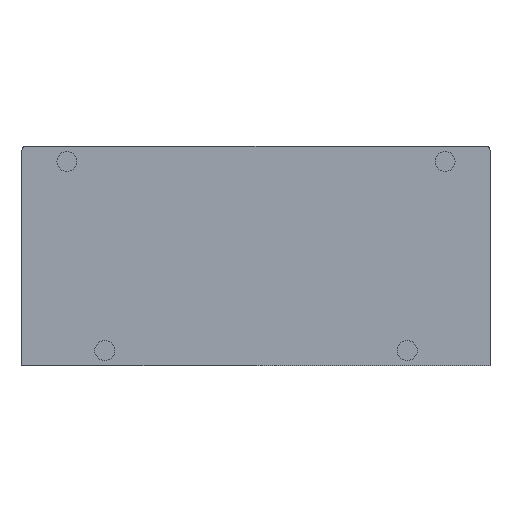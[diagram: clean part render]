
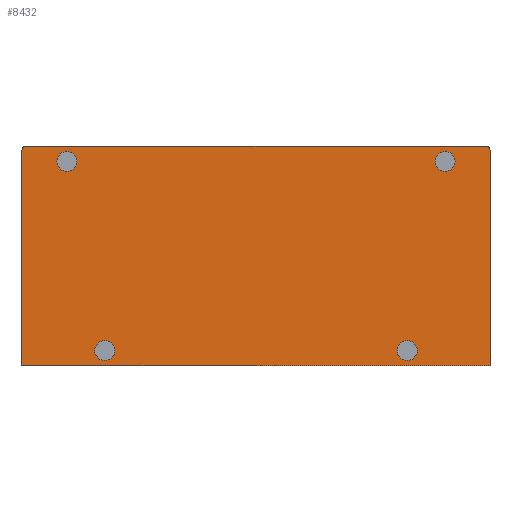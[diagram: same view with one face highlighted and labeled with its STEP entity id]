
A CAD part, front view. The second image highlights one B-rep face of the part: STEP entity #8432.
In plain terms, the highlighted planar face has unit normal (0, -1, 0).
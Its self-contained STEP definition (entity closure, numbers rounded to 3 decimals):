
#709 = EDGE_CURVE ( 'NONE', #27423, #12637, #2777, .T. ) ;
#1009 = DIRECTION ( 'NONE',  ( 0., 0., -1. ) ) ;
#1314 = VERTEX_POINT ( 'NONE', #9863 ) ;
#1751 = EDGE_CURVE ( 'NONE', #29881, #2404, #15009, .T. ) ;
#1910 = ORIENTED_EDGE ( 'NONE', *, *, #9739, .F. ) ;
#2021 = CIRCLE ( 'NONE', #11954, 0.5 ) ;
#2217 = CARTESIAN_POINT ( 'NONE',  ( 7.6, -13.25, -10.25 ) ) ;
#2220 = DIRECTION ( 'NONE',  ( 0., -1., 0. ) ) ;
#2255 = VERTEX_POINT ( 'NONE', #29243 ) ;
#2348 = DIRECTION ( 'NONE',  ( 0., -1., 0. ) ) ;
#2404 = VERTEX_POINT ( 'NONE', #17495 ) ;
#2547 = VECTOR ( 'NONE', #21094, 1000. ) ;
#2777 = CIRCLE ( 'NONE', #9910, 0.5 ) ;
#3240 = LINE ( 'NONE', #13585, #32247 ) ;
#4170 = CARTESIAN_POINT ( 'NONE',  ( 7.6, -13.25, -9.75 ) ) ;
#4504 = DIRECTION ( 'NONE',  ( 0., -1., 0. ) ) ;
#4520 = EDGE_CURVE ( 'NONE', #32819, #17149, #8773, .T. ) ;
#5040 = EDGE_CURVE ( 'NONE', #12637, #27423, #2021, .T. ) ;
#5529 = FACE_BOUND ( 'NONE', #25401, .T. ) ;
#5534 = CARTESIAN_POINT ( 'NONE',  ( -7.6, -13.25, -10.75 ) ) ;
#5877 = DIRECTION ( 'NONE',  ( 0., 0., -1. ) ) ;
#7188 = VERTEX_POINT ( 'NONE', #26896 ) ;
#7294 = ORIENTED_EDGE ( 'NONE', *, *, #5040, .F. ) ;
#7487 = CIRCLE ( 'NONE', #30120, 0.5 ) ;
#7769 = FACE_BOUND ( 'NONE', #18899, .T. ) ;
#7847 = LINE ( 'NONE', #18341, #2547 ) ;
#8262 = DIRECTION ( 'NONE',  ( 0., 0., -1. ) ) ;
#8432 = ADVANCED_FACE ( 'NONE', ( #13109, #31720, #5529, #7769, #10868 ), #16389, .T. ) ;
#8773 = LINE ( 'NONE', #26690, #29005 ) ;
#8979 = AXIS2_PLACEMENT_3D ( 'NONE', #15000, #33429, #9825 ) ;
#9197 = AXIS2_PLACEMENT_3D ( 'NONE', #32561, #24636, #1009 ) ;
#9219 = DIRECTION ( 'NONE',  ( 0., 0., -1. ) ) ;
#9362 = VERTEX_POINT ( 'NONE', #18316 ) ;
#9492 = CARTESIAN_POINT ( 'NONE',  ( 7.6, -13.25, -10.75 ) ) ;
#9739 = EDGE_CURVE ( 'NONE', #9362, #1314, #9767, .T. ) ;
#9767 = LINE ( 'NONE', #12167, #33403 ) ;
#9825 = DIRECTION ( 'NONE',  ( 0., 0., -1. ) ) ;
#9863 = CARTESIAN_POINT ( 'NONE',  ( 11.56, -13.25, 0. ) ) ;
#9910 = AXIS2_PLACEMENT_3D ( 'NONE', #2217, #25848, #8262 ) ;
#10330 = ORIENTED_EDGE ( 'NONE', *, *, #1751, .F. ) ;
#10712 = CARTESIAN_POINT ( 'NONE',  ( 11.75, -13.25, -0.19 ) ) ;
#10868 = FACE_OUTER_BOUND ( 'NONE', #31975, .T. ) ;
#11039 = ORIENTED_EDGE ( 'NONE', *, *, #20509, .T. ) ;
#11292 = CIRCLE ( 'NONE', #15144, 0.191 ) ;
#11412 = EDGE_CURVE ( 'NONE', #2255, #33118, #21259, .T. ) ;
#11491 = CARTESIAN_POINT ( 'NONE',  ( 11.56, -13.25, -0.191 ) ) ;
#11954 = AXIS2_PLACEMENT_3D ( 'NONE', #12765, #4504, #31048 ) ;
#12012 = EDGE_LOOP ( 'NONE', ( #28189, #10330 ) ) ;
#12081 = ORIENTED_EDGE ( 'NONE', *, *, #709, .F. ) ;
#12098 = VERTEX_POINT ( 'NONE', #18516 ) ;
#12167 = CARTESIAN_POINT ( 'NONE',  ( -11.75, -13.25, 0. ) ) ;
#12637 = VERTEX_POINT ( 'NONE', #9492 ) ;
#12765 = CARTESIAN_POINT ( 'NONE',  ( 7.6, -13.25, -10.25 ) ) ;
#12857 = CARTESIAN_POINT ( 'NONE',  ( -11.75, -13.25, -11. ) ) ;
#12864 = DIRECTION ( 'NONE',  ( 0., 0., -1. ) ) ;
#12959 = ORIENTED_EDGE ( 'NONE', *, *, #11412, .F. ) ;
#13109 = FACE_BOUND ( 'NONE', #27755, .T. ) ;
#13585 = CARTESIAN_POINT ( 'NONE',  ( 11.75, -13.25, -11. ) ) ;
#13590 = CIRCLE ( 'NONE', #18548, 0.191 ) ;
#13708 = VERTEX_POINT ( 'NONE', #10712 ) ;
#13727 = ORIENTED_EDGE ( 'NONE', *, *, #17561, .F. ) ;
#14595 = EDGE_CURVE ( 'NONE', #28316, #12098, #16345, .T. ) ;
#15000 = CARTESIAN_POINT ( 'NONE',  ( -7.6, -13.25, -10.25 ) ) ;
#15009 = CIRCLE ( 'NONE', #8979, 0.5 ) ;
#15144 = AXIS2_PLACEMENT_3D ( 'NONE', #11491, #33459, #30712 ) ;
#15332 = ORIENTED_EDGE ( 'NONE', *, *, #28046, .T. ) ;
#16345 = CIRCLE ( 'NONE', #30641, 0.5 ) ;
#16389 = PLANE ( 'NONE',  #26066 ) ;
#16527 = EDGE_CURVE ( 'NONE', #12098, #28316, #7487, .T. ) ;
#17149 = VERTEX_POINT ( 'NONE', #28565 ) ;
#17415 = AXIS2_PLACEMENT_3D ( 'NONE', #21613, #19200, #32311 ) ;
#17495 = CARTESIAN_POINT ( 'NONE',  ( -7.6, -13.25, -9.75 ) ) ;
#17561 = EDGE_CURVE ( 'NONE', #32819, #7188, #7847, .T. ) ;
#18139 = ORIENTED_EDGE ( 'NONE', *, *, #14595, .F. ) ;
#18268 = CARTESIAN_POINT ( 'NONE',  ( -11.75, -13.25, -11. ) ) ;
#18316 = CARTESIAN_POINT ( 'NONE',  ( -11.559, -13.25, 0. ) ) ;
#18341 = CARTESIAN_POINT ( 'NONE',  ( -11.75, -13.25, -11. ) ) ;
#18516 = CARTESIAN_POINT ( 'NONE',  ( 9.5, -13.25, -1.25 ) ) ;
#18548 = AXIS2_PLACEMENT_3D ( 'NONE', #22310, #32820, #9219 ) ;
#18582 = EDGE_CURVE ( 'NONE', #33118, #2255, #33396, .T. ) ;
#18815 = EDGE_CURVE ( 'NONE', #9362, #7188, #13590, .T. ) ;
#18891 = CARTESIAN_POINT ( 'NONE',  ( 9.5, -13.25, -0.75 ) ) ;
#18899 = EDGE_LOOP ( 'NONE', ( #33922, #12959 ) ) ;
#19200 = DIRECTION ( 'NONE',  ( 0., -1., 0. ) ) ;
#20509 = EDGE_CURVE ( 'NONE', #17149, #13708, #3240, .T. ) ;
#21094 = DIRECTION ( 'NONE',  ( 0., 0., 1. ) ) ;
#21259 = CIRCLE ( 'NONE', #17415, 0.5 ) ;
#21502 = DIRECTION ( 'NONE',  ( 0., 0., 1. ) ) ;
#21613 = CARTESIAN_POINT ( 'NONE',  ( -9.5, -13.25, -0.75 ) ) ;
#21952 = ORIENTED_EDGE ( 'NONE', *, *, #16527, .F. ) ;
#22310 = CARTESIAN_POINT ( 'NONE',  ( -11.559, -13.25, -0.191 ) ) ;
#22617 = CARTESIAN_POINT ( 'NONE',  ( -9.5, -13.25, -0.25 ) ) ;
#22652 = ORIENTED_EDGE ( 'NONE', *, *, #18815, .T. ) ;
#22808 = EDGE_CURVE ( 'NONE', #2404, #29881, #23329, .T. ) ;
#23329 = CIRCLE ( 'NONE', #25546, 0.5 ) ;
#23622 = DIRECTION ( 'NONE',  ( 0., -1., 0. ) ) ;
#23788 = CARTESIAN_POINT ( 'NONE',  ( -7.6, -13.25, -10.25 ) ) ;
#24636 = DIRECTION ( 'NONE',  ( 0., -1., 0. ) ) ;
#25401 = EDGE_LOOP ( 'NONE', ( #18139, #21952 ) ) ;
#25546 = AXIS2_PLACEMENT_3D ( 'NONE', #23788, #26212, #5877 ) ;
#25848 = DIRECTION ( 'NONE',  ( 0., -1., 0. ) ) ;
#26066 = AXIS2_PLACEMENT_3D ( 'NONE', #18268, #23622, #29478 ) ;
#26212 = DIRECTION ( 'NONE',  ( 0., -1., 0. ) ) ;
#26690 = CARTESIAN_POINT ( 'NONE',  ( -11.75, -13.25, -11. ) ) ;
#26896 = CARTESIAN_POINT ( 'NONE',  ( -11.75, -13.25, -0.19 ) ) ;
#27423 = VERTEX_POINT ( 'NONE', #4170 ) ;
#27755 = EDGE_LOOP ( 'NONE', ( #12081, #7294 ) ) ;
#28038 = ORIENTED_EDGE ( 'NONE', *, *, #4520, .T. ) ;
#28046 = EDGE_CURVE ( 'NONE', #13708, #1314, #11292, .T. ) ;
#28189 = ORIENTED_EDGE ( 'NONE', *, *, #22808, .F. ) ;
#28253 = DIRECTION ( 'NONE',  ( 0., 0., -1. ) ) ;
#28316 = VERTEX_POINT ( 'NONE', #29313 ) ;
#28370 = DIRECTION ( 'NONE',  ( 1., 0., 0. ) ) ;
#28565 = CARTESIAN_POINT ( 'NONE',  ( 11.75, -13.25, -11. ) ) ;
#29005 = VECTOR ( 'NONE', #29264, 1000. ) ;
#29243 = CARTESIAN_POINT ( 'NONE',  ( -9.5, -13.25, -1.25 ) ) ;
#29264 = DIRECTION ( 'NONE',  ( 1., 0., 0. ) ) ;
#29313 = CARTESIAN_POINT ( 'NONE',  ( 9.5, -13.25, -0.25 ) ) ;
#29478 = DIRECTION ( 'NONE',  ( 0., 0., -1. ) ) ;
#29881 = VERTEX_POINT ( 'NONE', #5534 ) ;
#30120 = AXIS2_PLACEMENT_3D ( 'NONE', #18891, #2348, #12864 ) ;
#30641 = AXIS2_PLACEMENT_3D ( 'NONE', #31358, #2220, #28253 ) ;
#30712 = DIRECTION ( 'NONE',  ( 0., 0., -1. ) ) ;
#31048 = DIRECTION ( 'NONE',  ( 0., 0., -1. ) ) ;
#31358 = CARTESIAN_POINT ( 'NONE',  ( 9.5, -13.25, -0.75 ) ) ;
#31720 = FACE_BOUND ( 'NONE', #12012, .T. ) ;
#31975 = EDGE_LOOP ( 'NONE', ( #11039, #15332, #1910, #22652, #13727, #28038 ) ) ;
#32247 = VECTOR ( 'NONE', #21502, 1000. ) ;
#32311 = DIRECTION ( 'NONE',  ( 0., 0., -1. ) ) ;
#32561 = CARTESIAN_POINT ( 'NONE',  ( -9.5, -13.25, -0.75 ) ) ;
#32819 = VERTEX_POINT ( 'NONE', #12857 ) ;
#32820 = DIRECTION ( 'NONE',  ( 0., -1., 0. ) ) ;
#33118 = VERTEX_POINT ( 'NONE', #22617 ) ;
#33396 = CIRCLE ( 'NONE', #9197, 0.5 ) ;
#33403 = VECTOR ( 'NONE', #28370, 1000. ) ;
#33429 = DIRECTION ( 'NONE',  ( 0., -1., 0. ) ) ;
#33459 = DIRECTION ( 'NONE',  ( 0., -1., 0. ) ) ;
#33922 = ORIENTED_EDGE ( 'NONE', *, *, #18582, .F. ) ;
